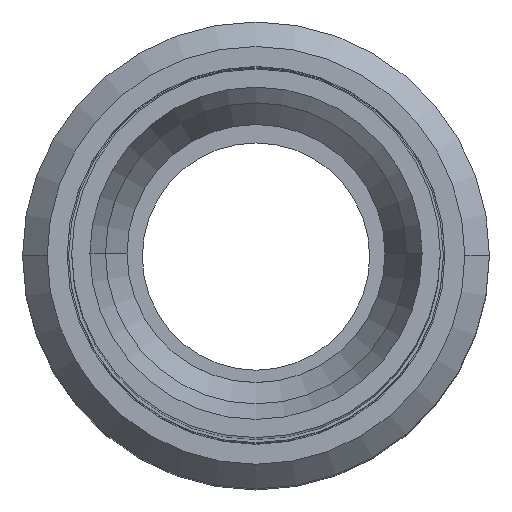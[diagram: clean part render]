
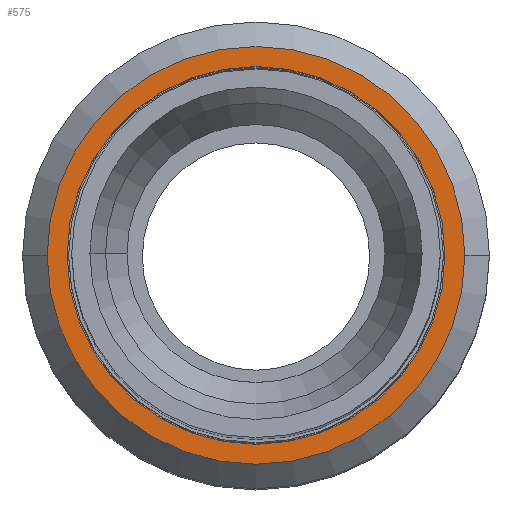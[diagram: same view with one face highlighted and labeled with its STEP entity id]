
A CAD part, top view. The second image highlights one B-rep face of the part: STEP entity #575.
In plain terms, the highlighted planar face has unit normal (0, 0, 1).
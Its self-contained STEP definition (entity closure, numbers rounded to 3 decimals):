
#249 = AXIS2_PLACEMENT_3D ( 'NONE', #413, #1329, #259 ) ;
#251 = ORIENTED_EDGE ( 'NONE', *, *, #752, .F. ) ;
#259 = DIRECTION ( 'NONE',  ( 1., 0., 0. ) ) ;
#289 = VERTEX_POINT ( 'NONE', #393 ) ;
#309 = DIRECTION ( 'NONE',  ( 0., 0., 1. ) ) ;
#337 = FACE_OUTER_BOUND ( 'NONE', #496, .T. ) ;
#348 = DIRECTION ( 'NONE',  ( 0., 0., -1. ) ) ;
#393 = CARTESIAN_POINT ( 'NONE',  ( -3.4, 23.059, 11.866 ) ) ;
#413 = CARTESIAN_POINT ( 'NONE',  ( 0., 23.059, 11.866 ) ) ;
#418 = ORIENTED_EDGE ( 'NONE', *, *, #2266, .F. ) ;
#455 = DIRECTION ( 'NONE',  ( 1., 0., 0. ) ) ;
#460 = EDGE_CURVE ( 'NONE', #2311, #289, #622, .T. ) ;
#496 = EDGE_LOOP ( 'NONE', ( #1430, #590 ) ) ;
#509 = CIRCLE ( 'NONE', #544, 3.075 ) ;
#544 = AXIS2_PLACEMENT_3D ( 'NONE', #998, #2209, #455 ) ;
#575 = ADVANCED_FACE ( 'NONE', ( #670, #337 ), #1247, .F. ) ;
#590 = ORIENTED_EDGE ( 'NONE', *, *, #460, .T. ) ;
#614 = CARTESIAN_POINT ( 'NONE',  ( 3.075, 23.059, 11.866 ) ) ;
#622 = CIRCLE ( 'NONE', #1966, 3.4 ) ;
#624 = DIRECTION ( 'NONE',  ( 0., 0., 1. ) ) ;
#670 = FACE_BOUND ( 'NONE', #742, .T. ) ;
#742 = EDGE_LOOP ( 'NONE', ( #251, #418 ) ) ;
#752 = EDGE_CURVE ( 'NONE', #1149, #1920, #509, .T. ) ;
#800 = CARTESIAN_POINT ( 'NONE',  ( 0., 23.059, 11.866 ) ) ;
#891 = CIRCLE ( 'NONE', #249, 3.4 ) ;
#996 = CARTESIAN_POINT ( 'NONE',  ( -3.075, 23.059, 11.866 ) ) ;
#998 = CARTESIAN_POINT ( 'NONE',  ( 0., 23.059, 11.866 ) ) ;
#1120 = AXIS2_PLACEMENT_3D ( 'NONE', #800, #624, #1344 ) ;
#1149 = VERTEX_POINT ( 'NONE', #614 ) ;
#1154 = EDGE_CURVE ( 'NONE', #289, #2311, #891, .T. ) ;
#1247 = PLANE ( 'NONE',  #1740 ) ;
#1329 = DIRECTION ( 'NONE',  ( 0., 0., 1. ) ) ;
#1344 = DIRECTION ( 'NONE',  ( 1., 0., 0. ) ) ;
#1386 = CARTESIAN_POINT ( 'NONE',  ( 0., 26.459, 11.866 ) ) ;
#1430 = ORIENTED_EDGE ( 'NONE', *, *, #1154, .T. ) ;
#1482 = CIRCLE ( 'NONE', #1120, 3.075 ) ;
#1740 = AXIS2_PLACEMENT_3D ( 'NONE', #1386, #348, #2089 ) ;
#1744 = CARTESIAN_POINT ( 'NONE',  ( 3.4, 23.059, 11.866 ) ) ;
#1764 = DIRECTION ( 'NONE',  ( 1., 0., 0. ) ) ;
#1920 = VERTEX_POINT ( 'NONE', #996 ) ;
#1921 = CARTESIAN_POINT ( 'NONE',  ( 0., 23.059, 11.866 ) ) ;
#1966 = AXIS2_PLACEMENT_3D ( 'NONE', #1921, #309, #1764 ) ;
#2089 = DIRECTION ( 'NONE',  ( -1., 0., 0. ) ) ;
#2209 = DIRECTION ( 'NONE',  ( 0., 0., 1. ) ) ;
#2266 = EDGE_CURVE ( 'NONE', #1920, #1149, #1482, .T. ) ;
#2311 = VERTEX_POINT ( 'NONE', #1744 ) ;
